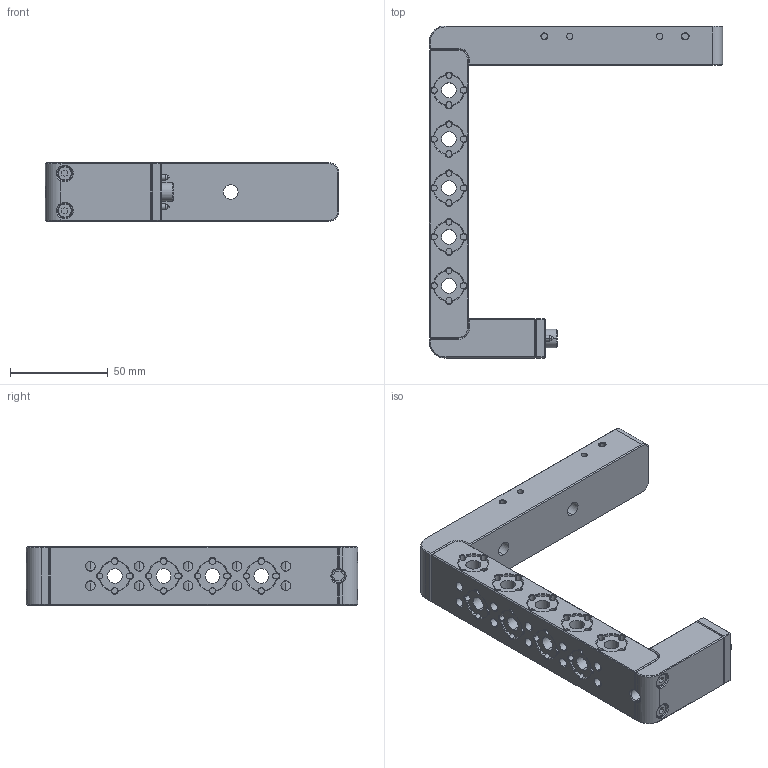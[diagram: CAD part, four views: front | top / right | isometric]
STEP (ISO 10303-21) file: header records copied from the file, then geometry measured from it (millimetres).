
FILE_DESCRIPTION (( 'STEP AP214' ), '1' );
FILE_NAME ('SIGMA_CSB-11_ver1.STEP', '2019-09-09T04:45:35', ( '' ), ( '' ), 'SwSTEP 2.0', 'SolidWorks 2016', '' );
FILE_SCHEMA (( 'AUTOMOTIVE_DESIGN' ));
Length unit declared in the file: millimetre
Products named in the file (2): SIGMA_CSB-11_ver1
Bounding box: 150 x 169.75 x 30 mm (x, y, z)
Volume: 179947.8 mm3; surface area: 48022 mm2
Topology: 1 solids, 1 shells, 987 faces, 2379 edges, 1440 vertices
Faces by surface type: plane 411, cylinder 345, cone 204, torus 16, bspline 7, sphere 4
Entity records: 32296 total; most frequent: CARTESIAN_POINT 9057, DIRECTION 5043, ORIENTED_EDGE 4758, EDGE_CURVE 2379, AXIS2_PLACEMENT_3D 1936, VERTEX_POINT 1440, LINE 1171, VECTOR 1171
